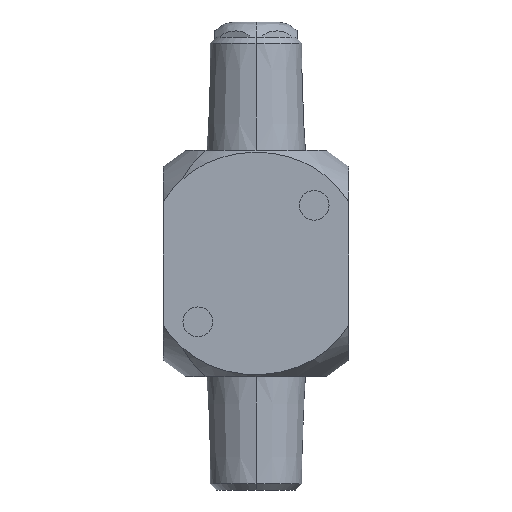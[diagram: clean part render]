
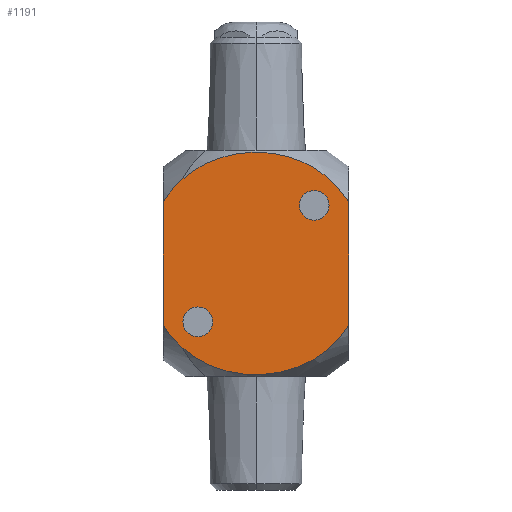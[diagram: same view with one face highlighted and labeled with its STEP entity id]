
A CAD part, front view. The second image highlights one B-rep face of the part: STEP entity #1191.
In plain terms, the highlighted planar face has unit normal (0, -1, 0).
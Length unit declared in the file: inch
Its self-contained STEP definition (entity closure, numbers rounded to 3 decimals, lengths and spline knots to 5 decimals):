
#161=CARTESIAN_POINT('',(0.5625,0.,0.37481));
#162=CARTESIAN_POINT('',(0.54541,0.,0.40253));
#163=CARTESIAN_POINT('',(0.50767,0.,0.45404));
#164=CARTESIAN_POINT('',(0.43794,0.,0.52273));
#165=CARTESIAN_POINT('',(0.36543,0.,0.57486));
#166=CARTESIAN_POINT('',(0.29433,0.,0.61295));
#167=CARTESIAN_POINT('',(0.22481,0.,0.64034));
#168=CARTESIAN_POINT('',(0.15526,0.,0.65941));
#169=CARTESIAN_POINT('',(0.08844,0.,0.67065));
#170=CARTESIAN_POINT('',(0.02698,0.,0.67538));
#171=CARTESIAN_POINT('',(-0.03088,0.,0.67516));
#172=CARTESIAN_POINT('',(-0.08746,0.,0.67056));
#173=CARTESIAN_POINT('',(-0.1446,0.,0.6613));
#174=CARTESIAN_POINT('',(-0.2008,0.,0.64734));
#175=CARTESIAN_POINT('',(-0.25556,0.,0.62872));
#176=CARTESIAN_POINT('',(-0.30808,0.,0.60563));
#177=CARTESIAN_POINT('',(-0.35825,0.,0.57811));
#178=CARTESIAN_POINT('',(-0.4058,0.,0.54618));
#179=CARTESIAN_POINT('',(-0.43559,0.,0.52195));
#180=CARTESIAN_POINT('',(-0.45,0.,0.50907));
#182=CARTESIAN_POINT('',(-0.45,0.,-0.50907));
#183=CARTESIAN_POINT('',(-0.43616,0.,-0.52145));
#184=CARTESIAN_POINT('',(-0.40754,0.,-0.54481));
#185=CARTESIAN_POINT('',(-0.36188,0.,-0.57582));
#186=CARTESIAN_POINT('',(-0.31381,0.,-0.60271));
#187=CARTESIAN_POINT('',(-0.26366,0.,-0.62543));
#188=CARTESIAN_POINT('',(-0.21157,0.,-0.64401));
#189=CARTESIAN_POINT('',(-0.15802,0.,-0.65835));
#190=CARTESIAN_POINT('',(-0.1033,0.,-0.6684));
#191=CARTESIAN_POINT('',(-0.04905,0.,-0.67409));
#192=CARTESIAN_POINT('',(0.00527,0.,-0.67575));
#193=CARTESIAN_POINT('',(0.06181,0.,-0.67324));
#194=CARTESIAN_POINT('',(0.12258,0.,-0.66561));
#195=CARTESIAN_POINT('',(0.18706,0.,-0.65151));
#196=CARTESIAN_POINT('',(0.2518,0.,-0.63055));
#197=CARTESIAN_POINT('',(0.31651,0.,-0.60199));
#198=CARTESIAN_POINT('',(0.38207,0.,-0.56384));
#199=CARTESIAN_POINT('',(0.44835,0.,-0.51328));
#200=CARTESIAN_POINT('',(0.51129,0.,-0.44923));
#201=CARTESIAN_POINT('',(0.54645,0.,-0.40084));
#202=CARTESIAN_POINT('',(0.5625,0.,-0.37481));
#204=CARTESIAN_POINT('',(-0.5625,0.,-0.37481));
#205=CARTESIAN_POINT('',(-0.5573,0.,-0.38325));
#206=CARTESIAN_POINT('',(-0.54652,0.,-0.39979));
#207=CARTESIAN_POINT('',(-0.52929,0.,-0.42362));
#208=CARTESIAN_POINT('',(-0.51104,0.,-0.44645));
#209=CARTESIAN_POINT('',(-0.49176,0.,-0.46833));
#210=CARTESIAN_POINT('',(-0.47147,0.,-0.48925));
#211=CARTESIAN_POINT('',(-0.45727,0.,-0.50257));
#212=CARTESIAN_POINT('',(-0.45,0.,-0.50907));
#214=DIRECTION('',(0.,0.,1.));
#215=VECTOR('',#214,0.74961);
#216=CARTESIAN_POINT('',(-0.5625,0.,-0.37481));
#217=LINE('',#216,#215);
#218=CARTESIAN_POINT('',(-0.45,0.,0.50907));
#219=CARTESIAN_POINT('',(-0.45728,0.,0.50256));
#220=CARTESIAN_POINT('',(-0.4715,0.,0.48922));
#221=CARTESIAN_POINT('',(-0.49185,0.,0.46823));
#222=CARTESIAN_POINT('',(-0.51117,0.,0.44629));
#223=CARTESIAN_POINT('',(-0.52944,0.,0.42342));
#224=CARTESIAN_POINT('',(-0.54663,0.,0.39963));
#225=CARTESIAN_POINT('',(-0.55734,0.,0.38318));
#226=CARTESIAN_POINT('',(-0.5625,0.,0.37481));
#228=CARTESIAN_POINT('',(-0.35355,0.,-0.35355));
#229=DIRECTION('',(0.,-1.,0.));
#230=DIRECTION('',(1.,0.,0.));
#231=AXIS2_PLACEMENT_3D('',#228,#229,#230);
#233=CARTESIAN_POINT('',(-0.35355,0.,-0.35355));
#234=DIRECTION('',(0.,-1.,0.));
#235=DIRECTION('',(-1.,0.,0.));
#236=AXIS2_PLACEMENT_3D('',#233,#234,#235);
#238=CARTESIAN_POINT('',(0.35355,0.,0.35355));
#239=DIRECTION('',(0.,-1.,0.));
#240=DIRECTION('',(1.,0.,0.));
#241=AXIS2_PLACEMENT_3D('',#238,#239,#240);
#243=CARTESIAN_POINT('',(0.35355,0.,0.35355));
#244=DIRECTION('',(0.,-1.,0.));
#245=DIRECTION('',(-1.,0.,0.));
#246=AXIS2_PLACEMENT_3D('',#243,#244,#245);
#287=DIRECTION('',(0.,0.,1.));
#288=VECTOR('',#287,0.74961);
#289=CARTESIAN_POINT('',(0.5625,0.,-0.37481));
#290=LINE('',#289,#288);
#695=VERTEX_POINT('',#161);
#696=VERTEX_POINT('',#180);
#697=VERTEX_POINT('',#226);
#709=CARTESIAN_POINT('',(-0.45,0.,-0.50907));
#711=VERTEX_POINT('',#709);
#712=VERTEX_POINT('',#202);
#713=VERTEX_POINT('',#204);
#782=CARTESIAN_POINT('',(-0.26355,0.,-0.35355));
#783=CARTESIAN_POINT('',(-0.44355,0.,-0.35355));
#784=VERTEX_POINT('',#782);
#785=VERTEX_POINT('',#783);
#786=CARTESIAN_POINT('',(0.44355,0.,0.35355));
#787=CARTESIAN_POINT('',(0.26355,0.,0.35355));
#788=VERTEX_POINT('',#786);
#789=VERTEX_POINT('',#787);
#1164=CARTESIAN_POINT('',(-0.5625,0.,-0.6875));
#1165=DIRECTION('',(0.,-1.,0.));
#1166=DIRECTION('',(1.,0.,0.));
#1167=AXIS2_PLACEMENT_3D('',#1164,#1165,#1166);
#1168=PLANE('',#1167);
#1169=ORIENTED_EDGE('',*,*,#1030,.F.);
#1171=ORIENTED_EDGE('',*,*,#1170,.F.);
#1172=ORIENTED_EDGE('',*,*,#922,.F.);
#1173=ORIENTED_EDGE('',*,*,#969,.F.);
#1175=ORIENTED_EDGE('',*,*,#1174,.T.);
#1176=ORIENTED_EDGE('',*,*,#1151,.F.);
#1177=EDGE_LOOP('',(#1169,#1171,#1172,#1173,#1175,#1176));
#1178=FACE_OUTER_BOUND('',#1177,.F.);
#1180=ORIENTED_EDGE('',*,*,#1179,.T.);
#1182=ORIENTED_EDGE('',*,*,#1181,.T.);
#1183=EDGE_LOOP('',(#1180,#1182));
#1184=FACE_BOUND('',#1183,.F.);
#1186=ORIENTED_EDGE('',*,*,#1185,.T.);
#1188=ORIENTED_EDGE('',*,*,#1187,.T.);
#1189=EDGE_LOOP('',(#1186,#1188));
#1190=FACE_BOUND('',#1189,.F.);
#1191=ADVANCED_FACE('',(#1178,#1184,#1190),#1168,.T.);
#181=B_SPLINE_CURVE_WITH_KNOTS('',3,(#161,#162,#163,#164,#165,#166,#167,#168,
#169,#170,#171,#172,#173,#174,#175,#176,#177,#178,#179,#180),.UNSPECIFIED.,.F.,
.F.,(4,1,1,1,1,1,1,1,1,1,1,1,1,1,1,1,1,4),(0.,0.05882,
0.11765,0.17647,0.23529,0.29412,
0.35294,0.41176,0.47059,0.52941,
0.58824,0.64706,0.70588,0.76471,
0.82353,0.88235,0.94118,1.),.UNSPECIFIED.);
#203=B_SPLINE_CURVE_WITH_KNOTS('',3,(#182,#183,#184,#185,#186,#187,#188,#189,
#190,#191,#192,#193,#194,#195,#196,#197,#198,#199,#200,#201,#202),.UNSPECIFIED.,
.F.,.F.,(4,1,1,1,1,1,1,1,1,1,1,1,1,1,1,1,1,1,4),(0.,0.05556,
0.11111,0.16667,0.22222,0.27778,
0.33333,0.38889,0.44444,0.5,0.55556,
0.61111,0.66667,0.72222,0.77778,
0.83333,0.88889,0.94444,1.),.UNSPECIFIED.);
#213=B_SPLINE_CURVE_WITH_KNOTS('',3,(#204,#205,#206,#207,#208,#209,#210,#211,
#212),.UNSPECIFIED.,.F.,.F.,(4,1,1,1,1,1,4),(0.,0.16667,
0.33333,0.5,0.66667,0.83333,1.),
.UNSPECIFIED.);
#227=B_SPLINE_CURVE_WITH_KNOTS('',3,(#218,#219,#220,#221,#222,#223,#224,#225,
#226),.UNSPECIFIED.,.F.,.F.,(4,1,1,1,1,1,4),(0.,0.16667,
0.33333,0.5,0.66667,0.83333,1.),
.UNSPECIFIED.);
#232=CIRCLE('',#231,0.09);
#237=CIRCLE('',#236,0.09);
#242=CIRCLE('',#241,0.09);
#247=CIRCLE('',#246,0.09);
#922=EDGE_CURVE('',#711,#712,#203,.T.);
#969=EDGE_CURVE('',#713,#711,#213,.T.);
#1030=EDGE_CURVE('',#695,#696,#181,.T.);
#1151=EDGE_CURVE('',#696,#697,#227,.T.);
#1170=EDGE_CURVE('',#712,#695,#290,.T.);
#1174=EDGE_CURVE('',#713,#697,#217,.T.);
#1179=EDGE_CURVE('',#784,#785,#232,.T.);
#1181=EDGE_CURVE('',#785,#784,#237,.T.);
#1185=EDGE_CURVE('',#788,#789,#242,.T.);
#1187=EDGE_CURVE('',#789,#788,#247,.T.);
